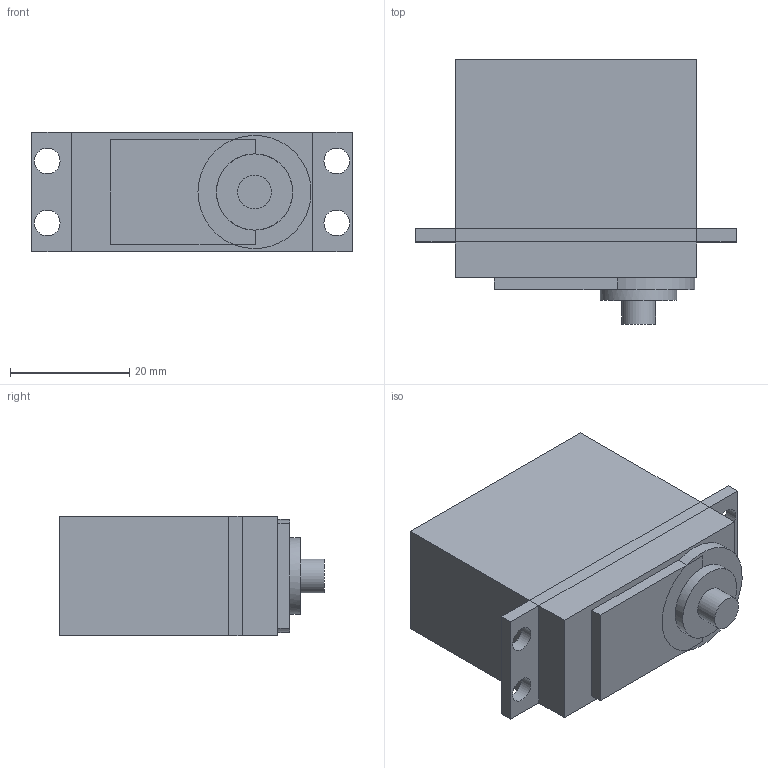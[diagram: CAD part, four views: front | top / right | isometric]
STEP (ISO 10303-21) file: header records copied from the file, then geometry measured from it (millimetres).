
FILE_DESCRIPTION(/* description */ ('FreeCAD Model'),/* implementation_level */ '2;1');
FILE_NAME(/* name */ 'servo-motor-mg996r servo_ipt_3fe5fb11.STEP',/* time_stamp */ '2022-08-04T14:45:00-04:00',/* author */ ('Author'),/* organization */ (''),/* preprocessor_version */ 'ST-DEVELOPER v18.1',/* originating_system */ 'Autodesk Inventor 2021',/* authorisation */ 'Unknown');
FILE_SCHEMA (('AUTOMOTIVE_DESIGN { 1 0 10303 214 3 1 1 }'));
Length unit declared in the file: millimetre
Products named in the file (1): servo-motor-mg996r servo
Bounding box: 53.8 x 44.4 x 20 mm (x, y, z)
Volume: 31579.2 mm3; surface area: 6977.9 mm2
Topology: 1 solids, 1 shells, 37 faces, 81 edges, 48 vertices
Faces by surface type: plane 30, cylinder 7
Full cylindrical faces by diameter (mm): 4.3 x4, 5.7 x1, 12.8 x1
Entity records: 1054 total; most frequent: DIRECTION 174, CARTESIAN_POINT 167, ORIENTED_EDGE 162, EDGE_CURVE 81, LINE 64, VECTOR 64, AXIS2_PLACEMENT_3D 55, VERTEX_POINT 48
